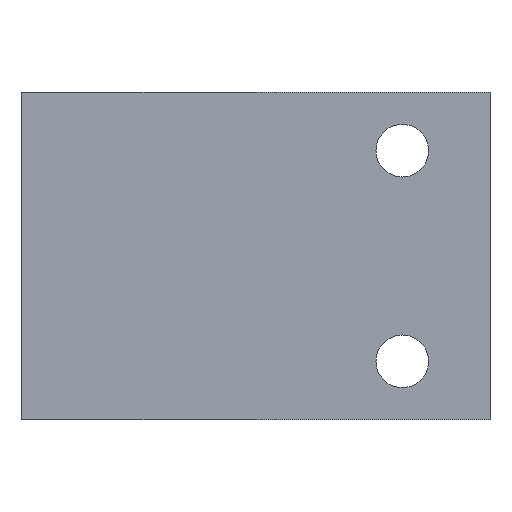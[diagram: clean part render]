
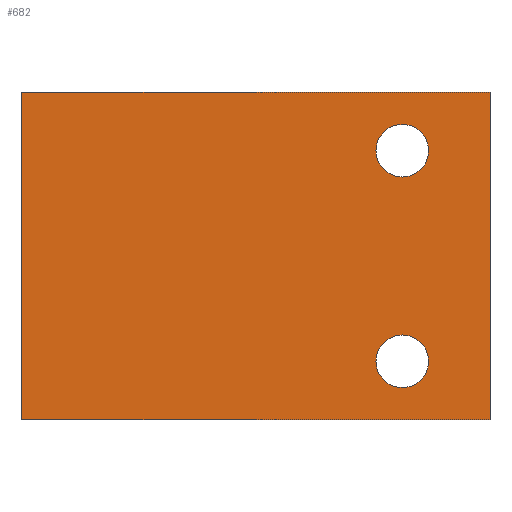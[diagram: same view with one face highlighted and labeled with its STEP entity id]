
A CAD part, front view. The second image highlights one B-rep face of the part: STEP entity #682.
In plain terms, the highlighted planar face has unit normal (0, -1, 0).
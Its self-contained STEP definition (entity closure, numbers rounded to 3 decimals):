
#38=LINE('',#1120,#64);
#40=LINE('',#1128,#66);
#41=LINE('',#1130,#67);
#42=LINE('',#1132,#68);
#64=VECTOR('',#870,1000.);
#66=VECTOR('',#878,1000.);
#67=VECTOR('',#879,1000.);
#68=VECTOR('',#880,1000.);
#87=PLANE('',#756);
#118=CIRCLE('',#757,2.25);
#119=CIRCLE('',#758,2.25);
#180=ORIENTED_EDGE('',*,*,#352,.F.);
#181=ORIENTED_EDGE('',*,*,#353,.F.);
#182=ORIENTED_EDGE('',*,*,#354,.T.);
#183=ORIENTED_EDGE('',*,*,#355,.F.);
#184=ORIENTED_EDGE('',*,*,#356,.F.);
#185=ORIENTED_EDGE('',*,*,#350,.T.);
#350=EDGE_CURVE('',#434,#433,#38,.T.);
#352=EDGE_CURVE('',#435,#435,#118,.T.);
#353=EDGE_CURVE('',#436,#436,#119,.T.);
#354=EDGE_CURVE('',#433,#437,#40,.T.);
#355=EDGE_CURVE('',#438,#437,#41,.T.);
#356=EDGE_CURVE('',#434,#438,#42,.T.);
#433=VERTEX_POINT('',#1119);
#434=VERTEX_POINT('',#1121);
#435=VERTEX_POINT('',#1125);
#436=VERTEX_POINT('',#1127);
#437=VERTEX_POINT('',#1129);
#438=VERTEX_POINT('',#1131);
#514=EDGE_LOOP('',(#180));
#515=EDGE_LOOP('',(#181));
#516=EDGE_LOOP('',(#182,#183,#184,#185));
#592=FACE_BOUND('',#514,.T.);
#593=FACE_BOUND('',#515,.T.);
#594=FACE_BOUND('',#516,.T.);
#682=ADVANCED_FACE('',(#592,#593,#594),#87,.F.);
#756=AXIS2_PLACEMENT_3D('',#1123,#872,#873);
#757=AXIS2_PLACEMENT_3D('',#1124,#874,#875);
#758=AXIS2_PLACEMENT_3D('',#1126,#876,#877);
#870=DIRECTION('',(0.,0.,-1.));
#872=DIRECTION('',(0.,1.,0.));
#873=DIRECTION('',(0.,0.,1.));
#874=DIRECTION('',(0.,-1.,0.));
#875=DIRECTION('',(0.,0.,-1.));
#876=DIRECTION('',(0.,-1.,0.));
#877=DIRECTION('',(0.,0.,-1.));
#878=DIRECTION('',(1.,0.,0.));
#879=DIRECTION('',(0.,0.,-1.));
#880=DIRECTION('',(1.,0.,0.));
#1119=CARTESIAN_POINT('',(-22.,0.,-14.));
#1120=CARTESIAN_POINT('',(-22.,0.,14.));
#1121=CARTESIAN_POINT('',(-22.,0.,14.));
#1123=CARTESIAN_POINT('',(-22.,0.,14.));
#1124=CARTESIAN_POINT('',(10.5,0.,-9.));
#1125=CARTESIAN_POINT('',(10.5,0.,-11.25));
#1126=CARTESIAN_POINT('',(10.5,0.,9.));
#1127=CARTESIAN_POINT('',(10.5,0.,6.75));
#1128=CARTESIAN_POINT('',(-22.,0.,-14.));
#1129=CARTESIAN_POINT('',(18.,0.,-14.));
#1130=CARTESIAN_POINT('',(18.,0.,14.));
#1131=CARTESIAN_POINT('',(18.,0.,14.));
#1132=CARTESIAN_POINT('',(-22.,0.,14.));
